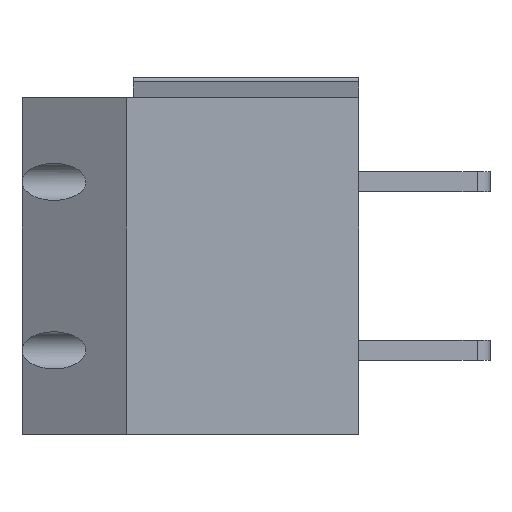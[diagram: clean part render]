
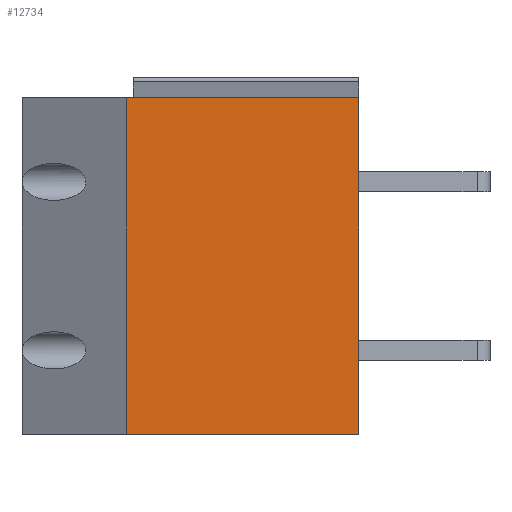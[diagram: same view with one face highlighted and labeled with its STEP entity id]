
A CAD part, left-side view. The second image highlights one B-rep face of the part: STEP entity #12734.
In plain terms, the highlighted planar face has unit normal (-1, 0, 0).
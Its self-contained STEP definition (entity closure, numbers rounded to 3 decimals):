
#357=PLANE('',#13425);
#1087=LINE('',#26676,#2148);
#1108=LINE('',#26725,#2169);
#1288=LINE('',#28359,#2349);
#1631=LINE('',#30123,#2692);
#2148=VECTOR('',#14417,10.);
#2169=VECTOR('',#14450,10.);
#2349=VECTOR('',#14712,10.);
#2692=VECTOR('',#15337,10.);
#3475=FACE_OUTER_BOUND('',#4177,.T.);
#4177=EDGE_LOOP('',(#10572,#10573,#10574,#10575));
#5118=VERTEX_POINT('',#26672);
#5120=VERTEX_POINT('',#26675);
#5141=VERTEX_POINT('',#26722);
#5142=VERTEX_POINT('',#26724);
#6457=EDGE_CURVE('',#5120,#5118,#1087,.T.);
#6483=EDGE_CURVE('',#5142,#5141,#1108,.T.);
#6813=EDGE_CURVE('',#5142,#5118,#1288,.T.);
#7296=EDGE_CURVE('',#5141,#5120,#1631,.T.);
#10572=ORIENTED_EDGE('',*,*,#6457,.T.);
#10573=ORIENTED_EDGE('',*,*,#6813,.F.);
#10574=ORIENTED_EDGE('',*,*,#6483,.T.);
#10575=ORIENTED_EDGE('',*,*,#7296,.T.);
#12734=ADVANCED_FACE('',(#3475),#357,.T.);
#13425=AXIS2_PLACEMENT_3D('',#30327,#15574,#15575);
#14417=DIRECTION('',(0.,0.,-1.));
#14450=DIRECTION('',(0.,0.,1.));
#14712=DIRECTION('',(0.,1.,0.));
#15337=DIRECTION('',(0.,1.,0.));
#15574=DIRECTION('center_axis',(-1.,0.,0.));
#15575=DIRECTION('ref_axis',(0.,0.,1.));
#26672=CARTESIAN_POINT('',(-4.5,6.9,-7.5));
#26675=CARTESIAN_POINT('',(-4.5,6.9,2.5));
#26676=CARTESIAN_POINT('',(-4.5,6.9,-2.5));
#26722=CARTESIAN_POINT('',(-4.5,0.,2.5));
#26724=CARTESIAN_POINT('',(-4.5,0.,-7.5));
#26725=CARTESIAN_POINT('',(-4.5,0.,-7.5));
#28359=CARTESIAN_POINT('',(-4.5,0.,-7.5));
#30123=CARTESIAN_POINT('',(-4.5,0.,2.5));
#30327=CARTESIAN_POINT('Origin',(-4.5,0.,-7.5));
